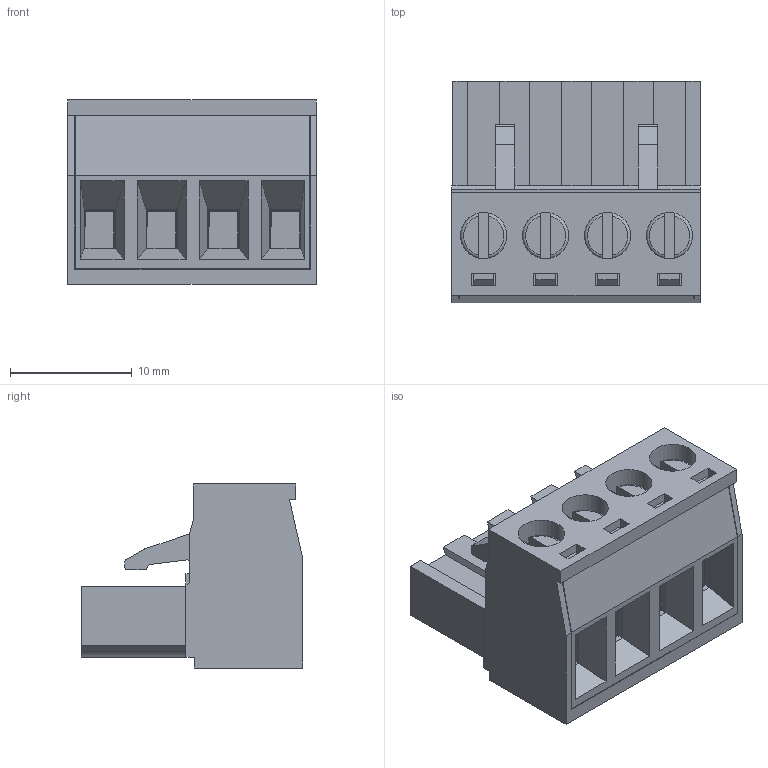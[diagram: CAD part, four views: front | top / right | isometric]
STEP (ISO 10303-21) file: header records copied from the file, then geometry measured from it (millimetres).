
FILE_DESCRIPTION(/* description */ ('Unknown'),/* implementation_level */ '2;1');
FILE_NAME(/* name */ '691351500004',/* time_stamp */ '2021-01-04T16:10:16+01:00',/* author */ ('Unknown'),/* organization */ ('Unknown'),/* preprocessor_version */ 'ST-DEVELOPER v16.7',/* originating_system */ 'DEX',/* authorisation */ $);
FILE_SCHEMA (('AUTOMOTIVE_DESIGN {1 0 10303 214 3 1 1}'));
Length unit declared in the file: millimetre
Products named in the file (6): 6913515000xx; 691351500004; 6913515000xx_CAGE; 6913515000xx_PIN; 6913515000xx_VIS; 691351500004_CAPOT
Assembly tree (14 placements, depth 2):
  6913515000xx
    691351500004
    6913515000xx_CAGE  x4
    6913515000xx_PIN  x4
    6913515000xx_VIS  x4
    691351500004_CAPOT
Bounding box: 20.42 x 18.2 x 15.1 mm (x, y, z)
Volume: 2339.2 mm3; surface area: 6487.7 mm2
Topology: 14 solids, 14 shells, 962 faces, 2615 edges, 1708 vertices
Faces by surface type: plane 712, cylinder 230, torus 12, cone 8
Full cylindrical faces by diameter (mm): 1.6 x4, 2.2 x4, 2.5 x4, 2.9 x4, 2.95 x4, 3 x4, 3.8 x8
Entity records: 18640 total; most frequent: CARTESIAN_POINT 3249, ORIENTED_EDGE 3138, DIRECTION 2974, EDGE_CURVE 1569, LINE 1356, VECTOR 1356, VERTEX_POINT 1036, AXIS2_PLACEMENT_3D 809
